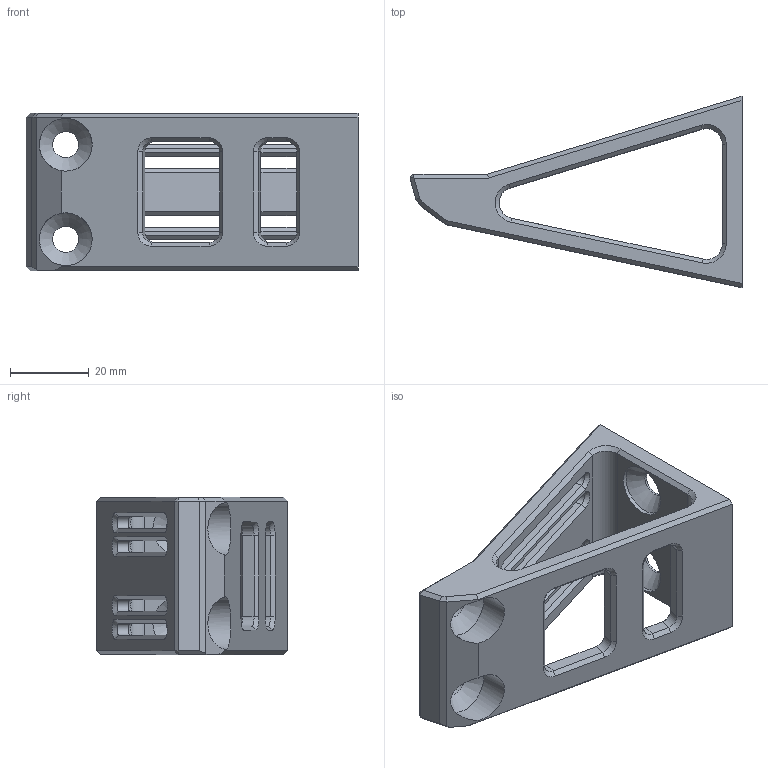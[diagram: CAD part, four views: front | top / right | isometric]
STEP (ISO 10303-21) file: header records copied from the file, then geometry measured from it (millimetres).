
FILE_DESCRIPTION(('FreeCAD Model'),'2;1');
FILE_NAME('Open CASCADE Shape Model','2024-12-24T12:41:14',(''),(''), 'Open CASCADE STEP processor 7.6','FreeCAD','Unknown');
FILE_SCHEMA(('AUTOMOTIVE_DESIGN { 1 0 10303 214 1 1 1 1 }'));
Length unit declared in the file: millimetre
Products named in the file (1): mount
Bounding box: 84.28 x 48.5 x 40 mm (x, y, z)
Volume: 33883.8 mm3; surface area: 17057.1 mm2
Topology: 1 solids, 1 shells, 148 faces, 349 edges, 201 vertices
Faces by surface type: plane 79, cone 42, cylinder 27
Full cylindrical faces by diameter (mm): 6.6 x4, 13.4 x4
Entity records: 4195 total; most frequent: DIRECTION 743, CARTESIAN_POINT 699, ORIENTED_EDGE 698, EDGE_CURVE 349, LINE 253, VECTOR 253, AXIS2_PLACEMENT_3D 245, VERTEX_POINT 201
